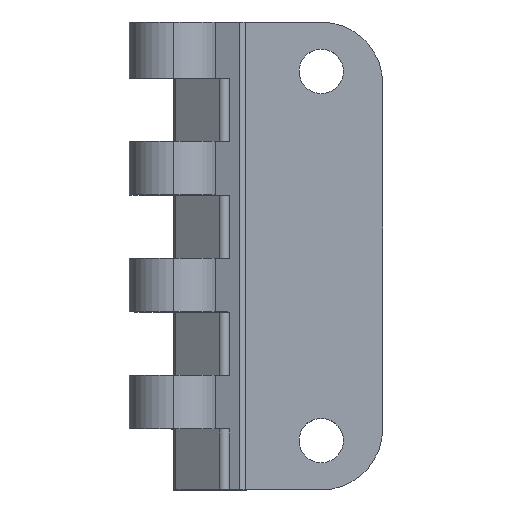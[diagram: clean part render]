
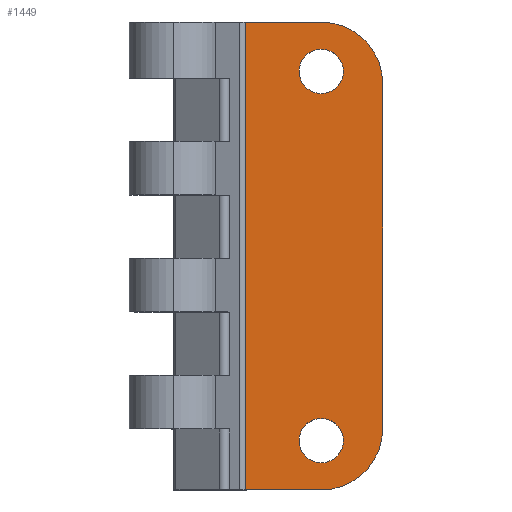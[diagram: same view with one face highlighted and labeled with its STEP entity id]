
A CAD part, top view. The second image highlights one B-rep face of the part: STEP entity #1449.
In plain terms, the highlighted planar face has unit normal (0, 0, 1).
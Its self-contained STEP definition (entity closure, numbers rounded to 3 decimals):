
#21 = VECTOR ( 'NONE', #1198, 1000. ) ;
#38 = EDGE_CURVE ( 'NONE', #1046, #544, #1187, .T. ) ;
#40 = CIRCLE ( 'NONE', #796, 1.8 ) ;
#51 = EDGE_CURVE ( 'NONE', #544, #159, #423, .T. ) ;
#94 = CARTESIAN_POINT ( 'NONE',  ( 5.819, 0., 3. ) ) ;
#119 = EDGE_CURVE ( 'NONE', #1079, #1562, #1766, .T. ) ;
#152 = EDGE_CURVE ( 'NONE', #954, #1142, #178, .T. ) ;
#159 = VERTEX_POINT ( 'NONE', #341 ) ;
#164 = DIRECTION ( 'NONE',  ( 1., 0., 0. ) ) ;
#166 = FACE_BOUND ( 'NONE', #395, .T. ) ;
#178 = CIRCLE ( 'NONE', #1011, 1.8 ) ;
#185 = CARTESIAN_POINT ( 'NONE',  ( 13.8, -15., 3. ) ) ;
#209 = FACE_BOUND ( 'NONE', #1409, .T. ) ;
#252 = EDGE_CURVE ( 'NONE', #1142, #954, #40, .T. ) ;
#331 = AXIS2_PLACEMENT_3D ( 'NONE', #1215, #1367, #164 ) ;
#341 = CARTESIAN_POINT ( 'NONE',  ( 5.819, 19., 3. ) ) ;
#385 = CARTESIAN_POINT ( 'NONE',  ( 17., -19., 3. ) ) ;
#389 = EDGE_CURVE ( 'NONE', #942, #1046, #560, .T. ) ;
#392 = CARTESIAN_POINT ( 'NONE',  ( 10.2, -15., 3. ) ) ;
#395 = EDGE_LOOP ( 'NONE', ( #1068, #824 ) ) ;
#423 = LINE ( 'NONE', #450, #21 ) ;
#450 = CARTESIAN_POINT ( 'NONE',  ( 0., 19., 3. ) ) ;
#513 = VECTOR ( 'NONE', #1810, 1000. ) ;
#523 = ORIENTED_EDGE ( 'NONE', *, *, #38, .T. ) ;
#531 = VECTOR ( 'NONE', #1271, 1000. ) ;
#544 = VERTEX_POINT ( 'NONE', #571 ) ;
#560 = LINE ( 'NONE', #385, #513 ) ;
#571 = CARTESIAN_POINT ( 'NONE',  ( 12., 19., 3. ) ) ;
#616 = ORIENTED_EDGE ( 'NONE', *, *, #389, .T. ) ;
#640 = AXIS2_PLACEMENT_3D ( 'NONE', #1728, #888, #1603 ) ;
#644 = CARTESIAN_POINT ( 'NONE',  ( 12., -14., 3. ) ) ;
#675 = DIRECTION ( 'NONE',  ( 0., 0., 1. ) ) ;
#692 = DIRECTION ( 'NONE',  ( -1., 0., 0. ) ) ;
#702 = ORIENTED_EDGE ( 'NONE', *, *, #1126, .T. ) ;
#769 = CARTESIAN_POINT ( 'NONE',  ( 12., -19., 3. ) ) ;
#796 = AXIS2_PLACEMENT_3D ( 'NONE', #1259, #1363, #1361 ) ;
#822 = CARTESIAN_POINT ( 'NONE',  ( 0., 0., 3. ) ) ;
#824 = ORIENTED_EDGE ( 'NONE', *, *, #119, .F. ) ;
#856 = CARTESIAN_POINT ( 'NONE',  ( 13.8, 15., 3. ) ) ;
#888 = DIRECTION ( 'NONE',  ( 0., 0., 1. ) ) ;
#906 = DIRECTION ( 'NONE',  ( 1., 0., 0. ) ) ;
#919 = AXIS2_PLACEMENT_3D ( 'NONE', #644, #675, #692 ) ;
#924 = CARTESIAN_POINT ( 'NONE',  ( 17., -14., 3. ) ) ;
#939 = VERTEX_POINT ( 'NONE', #1174 ) ;
#940 = ORIENTED_EDGE ( 'NONE', *, *, #51, .T. ) ;
#942 = VERTEX_POINT ( 'NONE', #924 ) ;
#954 = VERTEX_POINT ( 'NONE', #1104 ) ;
#968 = DIRECTION ( 'NONE',  ( 0., -1., 0. ) ) ;
#978 = DIRECTION ( 'NONE',  ( -1., 0., 0. ) ) ;
#981 = EDGE_CURVE ( 'NONE', #939, #1858, #1669, .T. ) ;
#1011 = AXIS2_PLACEMENT_3D ( 'NONE', #1560, #1548, #1503 ) ;
#1028 = VECTOR ( 'NONE', #968, 1000. ) ;
#1046 = VERTEX_POINT ( 'NONE', #1540 ) ;
#1068 = ORIENTED_EDGE ( 'NONE', *, *, #1862, .F. ) ;
#1079 = VERTEX_POINT ( 'NONE', #392 ) ;
#1085 = ORIENTED_EDGE ( 'NONE', *, *, #152, .F. ) ;
#1089 = CARTESIAN_POINT ( 'NONE',  ( 0., -19., 3. ) ) ;
#1090 = CIRCLE ( 'NONE', #331, 1.8 ) ;
#1104 = CARTESIAN_POINT ( 'NONE',  ( 10.2, 15., 3. ) ) ;
#1126 = EDGE_CURVE ( 'NONE', #1858, #942, #1469, .T. ) ;
#1142 = VERTEX_POINT ( 'NONE', #856 ) ;
#1174 = CARTESIAN_POINT ( 'NONE',  ( 5.819, -19., 3. ) ) ;
#1177 = EDGE_CURVE ( 'NONE', #159, #939, #1384, .T. ) ;
#1183 = ORIENTED_EDGE ( 'NONE', *, *, #252, .F. ) ;
#1187 = CIRCLE ( 'NONE', #640, 5. ) ;
#1198 = DIRECTION ( 'NONE',  ( -1., 0., 0. ) ) ;
#1215 = CARTESIAN_POINT ( 'NONE',  ( 12., -15., 3. ) ) ;
#1242 = PLANE ( 'NONE',  #1802 ) ;
#1259 = CARTESIAN_POINT ( 'NONE',  ( 12., 15., 3. ) ) ;
#1268 = DIRECTION ( 'NONE',  ( 0., 0., -1. ) ) ;
#1271 = DIRECTION ( 'NONE',  ( 1., 0., 0. ) ) ;
#1355 = ORIENTED_EDGE ( 'NONE', *, *, #981, .T. ) ;
#1360 = FACE_OUTER_BOUND ( 'NONE', #1535, .T. ) ;
#1361 = DIRECTION ( 'NONE',  ( 1., 0., 0. ) ) ;
#1363 = DIRECTION ( 'NONE',  ( 0., 0., 1. ) ) ;
#1367 = DIRECTION ( 'NONE',  ( 0., 0., 1. ) ) ;
#1384 = LINE ( 'NONE', #94, #1028 ) ;
#1409 = EDGE_LOOP ( 'NONE', ( #1183, #1085 ) ) ;
#1449 = ADVANCED_FACE ( 'NONE', ( #166, #209, #1360 ), #1242, .F. ) ;
#1464 = AXIS2_PLACEMENT_3D ( 'NONE', #1859, #1826, #906 ) ;
#1469 = CIRCLE ( 'NONE', #919, 5. ) ;
#1503 = DIRECTION ( 'NONE',  ( 1., 0., 0. ) ) ;
#1535 = EDGE_LOOP ( 'NONE', ( #940, #1683, #1355, #702, #616, #523 ) ) ;
#1540 = CARTESIAN_POINT ( 'NONE',  ( 17., 14., 3. ) ) ;
#1548 = DIRECTION ( 'NONE',  ( 0., 0., 1. ) ) ;
#1560 = CARTESIAN_POINT ( 'NONE',  ( 12., 15., 3. ) ) ;
#1562 = VERTEX_POINT ( 'NONE', #185 ) ;
#1603 = DIRECTION ( 'NONE',  ( -1., 0., 0. ) ) ;
#1669 = LINE ( 'NONE', #1089, #531 ) ;
#1683 = ORIENTED_EDGE ( 'NONE', *, *, #1177, .T. ) ;
#1728 = CARTESIAN_POINT ( 'NONE',  ( 12., 14., 3. ) ) ;
#1766 = CIRCLE ( 'NONE', #1464, 1.8 ) ;
#1802 = AXIS2_PLACEMENT_3D ( 'NONE', #822, #1268, #978 ) ;
#1810 = DIRECTION ( 'NONE',  ( 0., 1., 0. ) ) ;
#1826 = DIRECTION ( 'NONE',  ( 0., 0., 1. ) ) ;
#1858 = VERTEX_POINT ( 'NONE', #769 ) ;
#1859 = CARTESIAN_POINT ( 'NONE',  ( 12., -15., 3. ) ) ;
#1862 = EDGE_CURVE ( 'NONE', #1562, #1079, #1090, .T. ) ;
